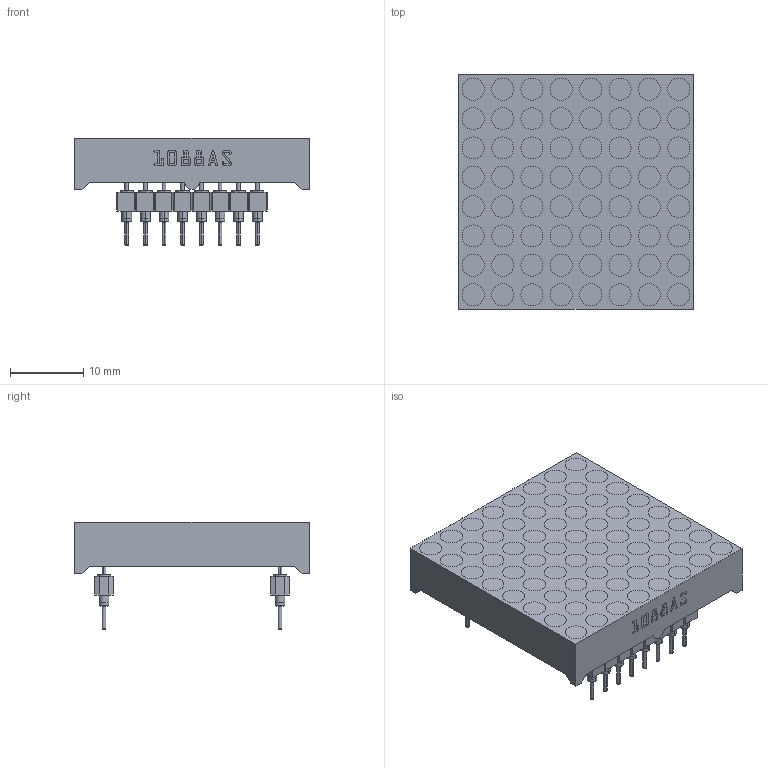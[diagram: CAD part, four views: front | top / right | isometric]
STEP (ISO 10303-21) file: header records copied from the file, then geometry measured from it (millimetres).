
FILE_DESCRIPTION (( 'STEP AP214' ), '1' );
FILE_NAME ('1088AS_socket.STEP', '2021-03-28T09:06:52', ( '' ), ( '' ), 'SwSTEP 2.0', 'SolidWorks 2018', '' );
FILE_SCHEMA (( 'AUTOMOTIVE_DESIGN' ));
Length unit declared in the file: millimetre
Products named in the file (5): TS_108_G_J_12; 1088AS_socket; TS-108-G-J; 1088AS; TS_108_G_J_3
Assembly tree (12 placements, depth 3):
  1088AS_socket
    TS-108-G-J  x2
      TS_108_G_J_3
      TS_108_G_J_12
    1088AS
Bounding box: 32 x 32 x 14.68 mm (x, y, z)
Volume: 5963 mm3; surface area: 4335.7 mm2
Topology: 19 solids, 19 shells, 879 faces, 2017 edges, 1316 vertices
Faces by surface type: plane 367, cylinder 364, torus 64, bspline 52, cone 32
Entity records: 20714 total; most frequent: CARTESIAN_POINT 4116, DIRECTION 2469, ORIENTED_EDGE 2402, EDGE_CURVE 1201, AXIS2_PLACEMENT_3D 901, VERTEX_POINT 792, VECTOR 667, LINE 667
